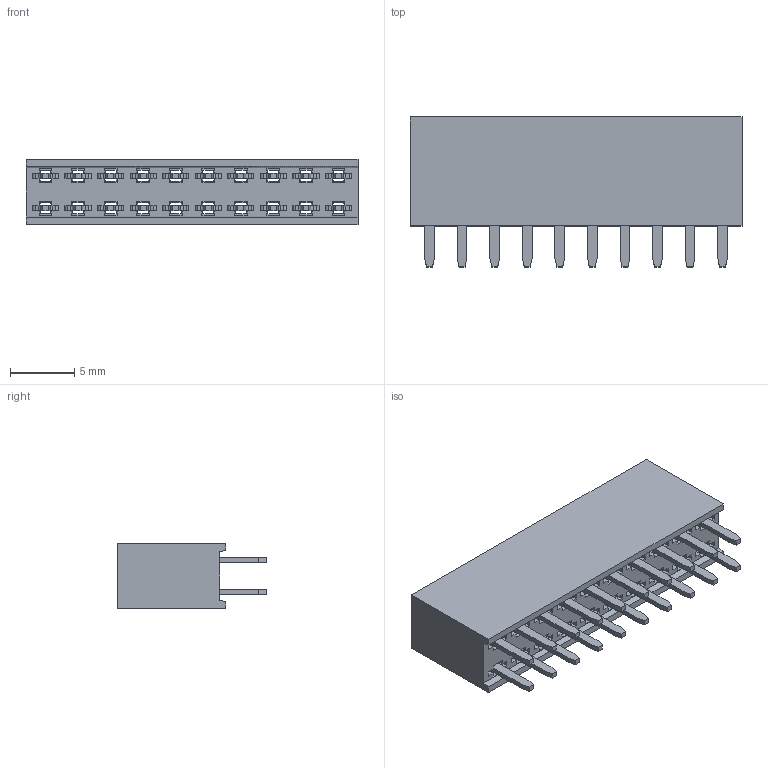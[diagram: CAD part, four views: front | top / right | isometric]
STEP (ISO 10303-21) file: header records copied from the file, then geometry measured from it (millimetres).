
FILE_DESCRIPTION (( 'STEP AP203' ), '1' );
FILE_NAME ('_ _ _C102LFBN-RC.STEP', '2016-08-19T09:01:16', ( 'LUANN HERRING' ), ( 'SULLINS' ), 'SwSTEP 2.0', 'SolidWorks 2015', '' );
FILE_SCHEMA (( 'CONFIG_CONTROL_DESIGN' ));
Length unit declared in the file: inch
Products named in the file (2): _ _ _C102LFBN-RC
Bounding box: 25.9 x 11.7 x 5.08 mm (x, y, z)
Volume: 913.4 mm3; surface area: 2457.1 mm2
Topology: 21 solids, 21 shells, 1010 faces, 2844 edges, 1896 vertices
Faces by surface type: plane 770, cylinder 240
Entity records: 32585 total; most frequent: CARTESIAN_POINT 5752, ORIENTED_EDGE 5688, DIRECTION 5348, EDGE_CURVE 2844, VECTOR 2364, LINE 2364, VERTEX_POINT 1896, AXIS2_PLACEMENT_3D 1492
